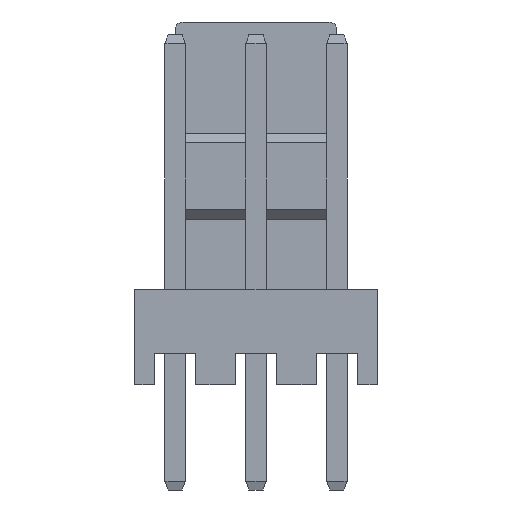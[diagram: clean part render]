
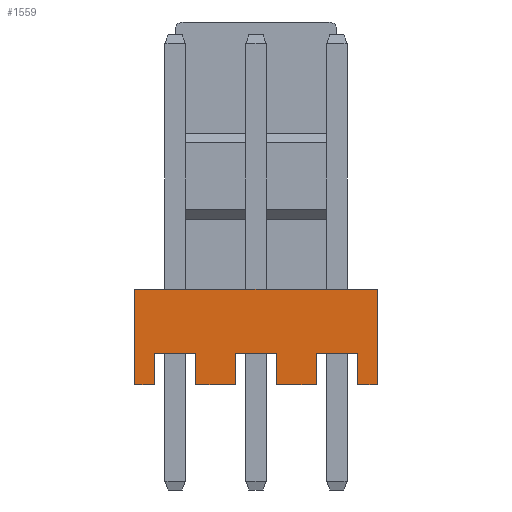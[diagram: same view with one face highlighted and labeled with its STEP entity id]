
A CAD part, front view. The second image highlights one B-rep face of the part: STEP entity #1559.
In plain terms, the highlighted planar face has unit normal (0, -1, 0).
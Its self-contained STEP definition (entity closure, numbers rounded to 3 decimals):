
#4 = CARTESIAN_POINT ( 'NONE',  ( 5.73, -3.5, 1. ) ) ;
#21 = ORIENTED_EDGE ( 'NONE', *, *, #666, .T. ) ;
#29 = CARTESIAN_POINT ( 'NONE',  ( 3.19, -3.5, 0. ) ) ;
#63 = DIRECTION ( 'NONE',  ( 1., 0., 0. ) ) ;
#86 = DIRECTION ( 'NONE',  ( 0., 0., 1. ) ) ;
#87 = EDGE_CURVE ( 'NONE', #128, #533, #2178, .T. ) ;
#107 = LINE ( 'NONE', #273, #2444 ) ;
#119 = EDGE_CURVE ( 'NONE', #737, #918, #107, .T. ) ;
#128 = VERTEX_POINT ( 'NONE', #752 ) ;
#136 = EDGE_CURVE ( 'NONE', #916, #2652, #1209, .T. ) ;
#174 = EDGE_CURVE ( 'NONE', #1696, #2418, #785, .T. ) ;
#191 = EDGE_CURVE ( 'NONE', #652, #851, #1768, .T. ) ;
#241 = CARTESIAN_POINT ( 'NONE',  ( 4.43, -3.5, 1. ) ) ;
#273 = CARTESIAN_POINT ( 'NONE',  ( 4.43, -3.5, 1. ) ) ;
#279 = LINE ( 'NONE', #1191, #444 ) ;
#281 = CARTESIAN_POINT ( 'NONE',  ( 3.19, -3.5, 0. ) ) ;
#354 = ORIENTED_EDGE ( 'NONE', *, *, #983, .T. ) ;
#383 = DIRECTION ( 'NONE',  ( 0., 0., -1. ) ) ;
#415 = LINE ( 'NONE', #536, #2628 ) ;
#418 = EDGE_CURVE ( 'NONE', #2443, #533, #988, .T. ) ;
#420 = DIRECTION ( 'NONE',  ( 1., 0., 0. ) ) ;
#443 = DIRECTION ( 'NONE',  ( 1., 0., 0. ) ) ;
#444 = VECTOR ( 'NONE', #2237, 1000. ) ;
#446 = VECTOR ( 'NONE', #420, 1000. ) ;
#494 = EDGE_CURVE ( 'NONE', #2652, #2443, #1079, .T. ) ;
#507 = ORIENTED_EDGE ( 'NONE', *, *, #994, .T. ) ;
#514 = DIRECTION ( 'NONE',  ( 0., 0., 1. ) ) ;
#516 = ORIENTED_EDGE ( 'NONE', *, *, #418, .F. ) ;
#522 = LINE ( 'NONE', #2669, #1888 ) ;
#525 = PLANE ( 'NONE',  #2103 ) ;
#533 = VERTEX_POINT ( 'NONE', #1526 ) ;
#536 = CARTESIAN_POINT ( 'NONE',  ( 0.65, -3.5, 1. ) ) ;
#561 = VECTOR ( 'NONE', #383, 1000. ) ;
#584 = VECTOR ( 'NONE', #1157, 1000. ) ;
#628 = EDGE_CURVE ( 'NONE', #916, #2198, #2055, .T. ) ;
#637 = ORIENTED_EDGE ( 'NONE', *, *, #628, .T. ) ;
#652 = VERTEX_POINT ( 'NONE', #1373 ) ;
#666 = EDGE_CURVE ( 'NONE', #2231, #949, #415, .T. ) ;
#712 = DIRECTION ( 'NONE',  ( 0., 0., 1. ) ) ;
#728 = DIRECTION ( 'NONE',  ( 1., 0., 0. ) ) ;
#737 = VERTEX_POINT ( 'NONE', #1826 ) ;
#752 = CARTESIAN_POINT ( 'NONE',  ( 5.73, -3.5, 0. ) ) ;
#771 = CARTESIAN_POINT ( 'NONE',  ( 0., -3.5, 0. ) ) ;
#785 = LINE ( 'NONE', #281, #584 ) ;
#786 = ORIENTED_EDGE ( 'NONE', *, *, #1659, .T. ) ;
#851 = VERTEX_POINT ( 'NONE', #2738 ) ;
#861 = CARTESIAN_POINT ( 'NONE',  ( 0., -3.5, 3. ) ) ;
#867 = ORIENTED_EDGE ( 'NONE', *, *, #494, .F. ) ;
#911 = FACE_OUTER_BOUND ( 'NONE', #1537, .T. ) ;
#916 = VERTEX_POINT ( 'NONE', #1490 ) ;
#918 = VERTEX_POINT ( 'NONE', #241 ) ;
#947 = LINE ( 'NONE', #4, #2514 ) ;
#948 = ORIENTED_EDGE ( 'NONE', *, *, #119, .T. ) ;
#949 = VERTEX_POINT ( 'NONE', #2137 ) ;
#953 = DIRECTION ( 'NONE',  ( 0., 0., -1. ) ) ;
#956 = DIRECTION ( 'NONE',  ( 1., 0., 0. ) ) ;
#983 = EDGE_CURVE ( 'NONE', #1971, #652, #1769, .T. ) ;
#988 = LINE ( 'NONE', #1862, #561 ) ;
#994 = EDGE_CURVE ( 'NONE', #918, #2731, #947, .T. ) ;
#1013 = ORIENTED_EDGE ( 'NONE', *, *, #2719, .T. ) ;
#1040 = LINE ( 'NONE', #771, #1432 ) ;
#1068 = ORIENTED_EDGE ( 'NONE', *, *, #2626, .T. ) ;
#1071 = VECTOR ( 'NONE', #1713, 1000. ) ;
#1079 = LINE ( 'NONE', #861, #446 ) ;
#1097 = VECTOR ( 'NONE', #86, 1000. ) ;
#1124 = ORIENTED_EDGE ( 'NONE', *, *, #87, .T. ) ;
#1149 = EDGE_CURVE ( 'NONE', #2418, #737, #1040, .T. ) ;
#1157 = DIRECTION ( 'NONE',  ( 0., 0., -1. ) ) ;
#1166 = CARTESIAN_POINT ( 'NONE',  ( -1.27, -3.5, 3. ) ) ;
#1191 = CARTESIAN_POINT ( 'NONE',  ( -0.65, -3.5, 1. ) ) ;
#1209 = LINE ( 'NONE', #2226, #1936 ) ;
#1230 = CARTESIAN_POINT ( 'NONE',  ( -0.65, -3.5, 0. ) ) ;
#1248 = ORIENTED_EDGE ( 'NONE', *, *, #191, .T. ) ;
#1271 = CARTESIAN_POINT ( 'NONE',  ( 0.65, -3.5, 0. ) ) ;
#1364 = ORIENTED_EDGE ( 'NONE', *, *, #1597, .T. ) ;
#1373 = CARTESIAN_POINT ( 'NONE',  ( 1.89, -3.5, 0. ) ) ;
#1382 = ORIENTED_EDGE ( 'NONE', *, *, #136, .F. ) ;
#1386 = DIRECTION ( 'NONE',  ( 1., 0., 0. ) ) ;
#1432 = VECTOR ( 'NONE', #1386, 1000. ) ;
#1490 = CARTESIAN_POINT ( 'NONE',  ( -1.27, -3.5, 0. ) ) ;
#1526 = CARTESIAN_POINT ( 'NONE',  ( 6.35, -3.5, 0. ) ) ;
#1537 = EDGE_LOOP ( 'NONE', ( #354, #1248, #1068, #1690, #1798, #948, #507, #1364, #1124, #516, #867, #1382, #637, #786, #21, #1013 ) ) ;
#1544 = VECTOR ( 'NONE', #728, 1000. ) ;
#1559 = ADVANCED_FACE ( 'NONE', ( #911 ), #525, .T. ) ;
#1572 = DIRECTION ( 'NONE',  ( 0., 0., -1. ) ) ;
#1577 = CARTESIAN_POINT ( 'NONE',  ( -1.27, -3.5, 0. ) ) ;
#1595 = CARTESIAN_POINT ( 'NONE',  ( 5.73, -3.5, 1. ) ) ;
#1597 = EDGE_CURVE ( 'NONE', #2731, #128, #522, .T. ) ;
#1659 = EDGE_CURVE ( 'NONE', #2198, #2231, #279, .T. ) ;
#1690 = ORIENTED_EDGE ( 'NONE', *, *, #174, .T. ) ;
#1696 = VERTEX_POINT ( 'NONE', #2249 ) ;
#1713 = DIRECTION ( 'NONE',  ( 1., 0., 0. ) ) ;
#1739 = CARTESIAN_POINT ( 'NONE',  ( 0., -3.5, 0. ) ) ;
#1768 = LINE ( 'NONE', #2643, #1097 ) ;
#1769 = LINE ( 'NONE', #1739, #1071 ) ;
#1786 = CARTESIAN_POINT ( 'NONE',  ( -1.27, -3.5, 0. ) ) ;
#1798 = ORIENTED_EDGE ( 'NONE', *, *, #1149, .T. ) ;
#1826 = CARTESIAN_POINT ( 'NONE',  ( 4.43, -3.5, 0. ) ) ;
#1862 = CARTESIAN_POINT ( 'NONE',  ( 6.35, -3.5, 0. ) ) ;
#1888 = VECTOR ( 'NONE', #1572, 1000. ) ;
#1904 = VECTOR ( 'NONE', #2028, 1000. ) ;
#1936 = VECTOR ( 'NONE', #712, 1000. ) ;
#1944 = CARTESIAN_POINT ( 'NONE',  ( 6.35, -3.5, 3. ) ) ;
#1965 = VECTOR ( 'NONE', #2230, 1000. ) ;
#1971 = VERTEX_POINT ( 'NONE', #1271 ) ;
#2012 = CARTESIAN_POINT ( 'NONE',  ( -1.27, -3.5, 0. ) ) ;
#2028 = DIRECTION ( 'NONE',  ( 1., 0., 0. ) ) ;
#2055 = LINE ( 'NONE', #1577, #1544 ) ;
#2103 = AXIS2_PLACEMENT_3D ( 'NONE', #2012, #2229, #953 ) ;
#2137 = CARTESIAN_POINT ( 'NONE',  ( 0.65, -3.5, 1. ) ) ;
#2178 = LINE ( 'NONE', #1786, #2579 ) ;
#2198 = VERTEX_POINT ( 'NONE', #1230 ) ;
#2226 = CARTESIAN_POINT ( 'NONE',  ( -1.27, -3.5, 0. ) ) ;
#2229 = DIRECTION ( 'NONE',  ( 0., -1., 0. ) ) ;
#2230 = DIRECTION ( 'NONE',  ( 0., 0., -1. ) ) ;
#2231 = VERTEX_POINT ( 'NONE', #2748 ) ;
#2237 = DIRECTION ( 'NONE',  ( 0., 0., 1. ) ) ;
#2249 = CARTESIAN_POINT ( 'NONE',  ( 3.19, -3.5, 1. ) ) ;
#2267 = LINE ( 'NONE', #2464, #1965 ) ;
#2302 = LINE ( 'NONE', #2419, #1904 ) ;
#2418 = VERTEX_POINT ( 'NONE', #29 ) ;
#2419 = CARTESIAN_POINT ( 'NONE',  ( 3.19, -3.5, 1. ) ) ;
#2443 = VERTEX_POINT ( 'NONE', #1944 ) ;
#2444 = VECTOR ( 'NONE', #514, 1000. ) ;
#2464 = CARTESIAN_POINT ( 'NONE',  ( 0.65, -3.5, 0. ) ) ;
#2514 = VECTOR ( 'NONE', #443, 1000. ) ;
#2579 = VECTOR ( 'NONE', #63, 1000. ) ;
#2626 = EDGE_CURVE ( 'NONE', #851, #1696, #2302, .T. ) ;
#2628 = VECTOR ( 'NONE', #956, 1000. ) ;
#2643 = CARTESIAN_POINT ( 'NONE',  ( 1.89, -3.5, 1. ) ) ;
#2652 = VERTEX_POINT ( 'NONE', #1166 ) ;
#2669 = CARTESIAN_POINT ( 'NONE',  ( 5.73, -3.5, 0. ) ) ;
#2719 = EDGE_CURVE ( 'NONE', #949, #1971, #2267, .T. ) ;
#2731 = VERTEX_POINT ( 'NONE', #1595 ) ;
#2738 = CARTESIAN_POINT ( 'NONE',  ( 1.89, -3.5, 1. ) ) ;
#2748 = CARTESIAN_POINT ( 'NONE',  ( -0.65, -3.5, 1. ) ) ;
